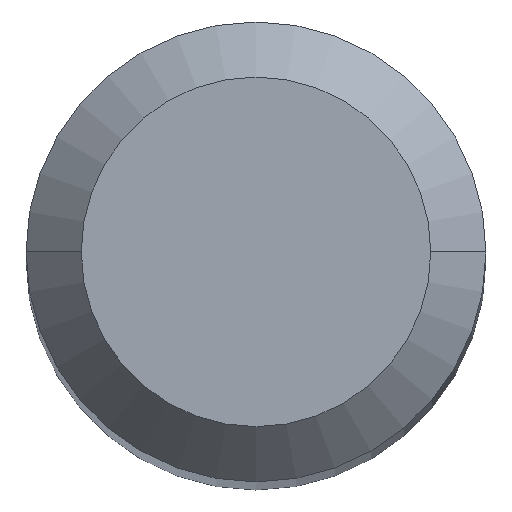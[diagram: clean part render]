
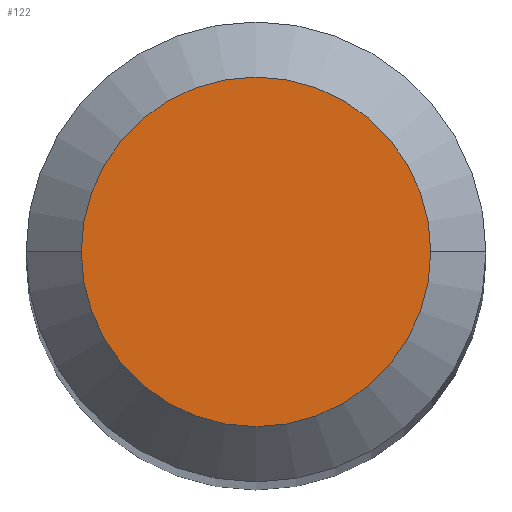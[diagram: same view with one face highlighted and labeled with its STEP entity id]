
A CAD part, top view. The second image highlights one B-rep face of the part: STEP entity #122.
In plain terms, the highlighted planar face has unit normal (0, 0, 1).
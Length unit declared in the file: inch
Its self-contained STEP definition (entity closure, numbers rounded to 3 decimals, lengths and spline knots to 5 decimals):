
#13 = CARTESIAN_POINT ( 'NONE',  ( 0., 0., 0. ) ) ;
#26 = DIRECTION ( 'NONE',  ( 0., 0., 1. ) ) ;
#29 = FACE_OUTER_BOUND ( 'NONE', #360, .T. ) ;
#31 = VERTEX_POINT ( 'NONE', #98 ) ;
#67 = AXIS2_PLACEMENT_3D ( 'NONE', #13, #26, #429 ) ;
#87 = DIRECTION ( 'NONE',  ( 0., 0., 1. ) ) ;
#98 = CARTESIAN_POINT ( 'NONE',  ( 0.0475, 0., 0. ) ) ;
#122 = ADVANCED_FACE ( 'NONE', ( #29 ), #192, .F. ) ;
#180 = AXIS2_PLACEMENT_3D ( 'NONE', #233, #87, #222 ) ;
#184 = CARTESIAN_POINT ( 'NONE',  ( -0.0475, 0., 0. ) ) ;
#185 = CIRCLE ( 'NONE', #180, 0.0475 ) ;
#189 = EDGE_CURVE ( 'NONE', #31, #322, #185, .T. ) ;
#192 = PLANE ( 'NONE',  #319 ) ;
#222 = DIRECTION ( 'NONE',  ( 1., 0., 0. ) ) ;
#233 = CARTESIAN_POINT ( 'NONE',  ( 0., 0., 0. ) ) ;
#254 = ORIENTED_EDGE ( 'NONE', *, *, #189, .T. ) ;
#268 = DIRECTION ( 'NONE',  ( -1., 0., 0. ) ) ;
#292 = ORIENTED_EDGE ( 'NONE', *, *, #328, .T. ) ;
#303 = DIRECTION ( 'NONE',  ( 0., 0., -1. ) ) ;
#319 = AXIS2_PLACEMENT_3D ( 'NONE', #455, #303, #268 ) ;
#322 = VERTEX_POINT ( 'NONE', #184 ) ;
#328 = EDGE_CURVE ( 'NONE', #322, #31, #354, .T. ) ;
#354 = CIRCLE ( 'NONE', #67, 0.0475 ) ;
#360 = EDGE_LOOP ( 'NONE', ( #292, #254 ) ) ;
#429 = DIRECTION ( 'NONE',  ( 1., 0., 0. ) ) ;
#455 = CARTESIAN_POINT ( 'NONE',  ( 0., 0.0475, 0. ) ) ;
